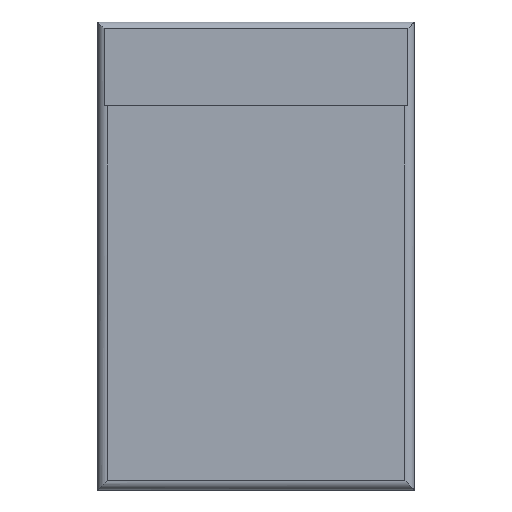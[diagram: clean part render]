
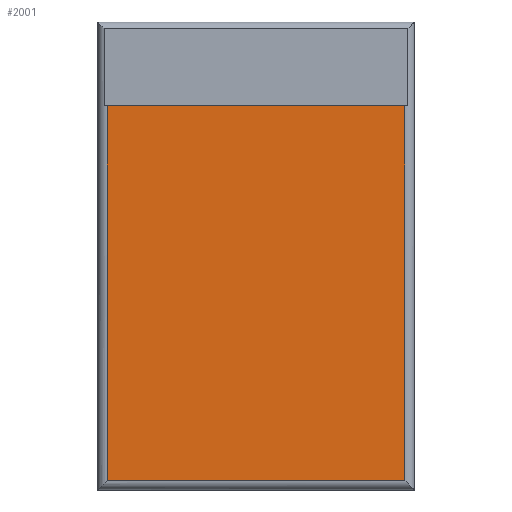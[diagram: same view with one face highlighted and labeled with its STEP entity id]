
A CAD part, top view. The second image highlights one B-rep face of the part: STEP entity #2001.
In plain terms, the highlighted planar face has unit normal (0, 0, 1).
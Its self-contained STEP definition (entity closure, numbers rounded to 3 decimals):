
#13 = CARTESIAN_POINT ( 'NONE',  ( 33.5, -47.5, 4.05 ) ) ;
#294 = CARTESIAN_POINT ( 'NONE',  ( 31.5, 49.5, 4.05 ) ) ;
#345 = AXIS2_PLACEMENT_3D ( 'NONE', #6169, #5466, #6840 ) ;
#372 = DIRECTION ( 'NONE',  ( 0., -1., 0. ) ) ;
#885 = ORIENTED_EDGE ( 'NONE', *, *, #5472, .T. ) ;
#914 = LINE ( 'NONE', #7268, #3168 ) ;
#947 = VERTEX_POINT ( 'NONE', #2139 ) ;
#977 = DIRECTION ( 'NONE',  ( 1., 0., 0. ) ) ;
#1599 = CARTESIAN_POINT ( 'NONE',  ( -33.5, 31.745, 4.05 ) ) ;
#1780 = PLANE ( 'NONE',  #345 ) ;
#2001 = ADVANCED_FACE ( 'NONE', ( #4184 ), #1780, .F. ) ;
#2139 = CARTESIAN_POINT ( 'NONE',  ( 31.5, -47.5, 4.05 ) ) ;
#2725 = VERTEX_POINT ( 'NONE', #7654 ) ;
#2744 = EDGE_CURVE ( 'NONE', #5871, #947, #7691, .T. ) ;
#2972 = VERTEX_POINT ( 'NONE', #4458 ) ;
#3168 = VECTOR ( 'NONE', #372, 1000. ) ;
#3265 = DIRECTION ( 'NONE',  ( 1., 0., 0. ) ) ;
#3381 = ORIENTED_EDGE ( 'NONE', *, *, #5476, .T. ) ;
#3543 = VECTOR ( 'NONE', #977, 1000. ) ;
#4184 = FACE_OUTER_BOUND ( 'NONE', #4911, .T. ) ;
#4302 = VECTOR ( 'NONE', #3265, 1000. ) ;
#4458 = CARTESIAN_POINT ( 'NONE',  ( -31.5, 31.745, 4.05 ) ) ;
#4486 = EDGE_CURVE ( 'NONE', #2972, #2725, #7244, .T. ) ;
#4911 = EDGE_LOOP ( 'NONE', ( #885, #7339, #3381, #5398 ) ) ;
#5398 = ORIENTED_EDGE ( 'NONE', *, *, #2744, .T. ) ;
#5466 = DIRECTION ( 'NONE',  ( 0., 0., -1. ) ) ;
#5472 = EDGE_CURVE ( 'NONE', #947, #2725, #7226, .T. ) ;
#5476 = EDGE_CURVE ( 'NONE', #2972, #5871, #914, .T. ) ;
#5871 = VERTEX_POINT ( 'NONE', #6870 ) ;
#5941 = VECTOR ( 'NONE', #6589, 1000. ) ;
#6169 = CARTESIAN_POINT ( 'NONE',  ( 0., 0., 4.05 ) ) ;
#6589 = DIRECTION ( 'NONE',  ( 0., 1., 0. ) ) ;
#6840 = DIRECTION ( 'NONE',  ( -1., 0., 0. ) ) ;
#6870 = CARTESIAN_POINT ( 'NONE',  ( -31.5, -47.5, 4.05 ) ) ;
#7226 = LINE ( 'NONE', #294, #5941 ) ;
#7244 = LINE ( 'NONE', #1599, #3543 ) ;
#7268 = CARTESIAN_POINT ( 'NONE',  ( -31.5, -49.5, 4.05 ) ) ;
#7339 = ORIENTED_EDGE ( 'NONE', *, *, #4486, .F. ) ;
#7654 = CARTESIAN_POINT ( 'NONE',  ( 31.5, 31.745, 4.05 ) ) ;
#7691 = LINE ( 'NONE', #13, #4302 ) ;
